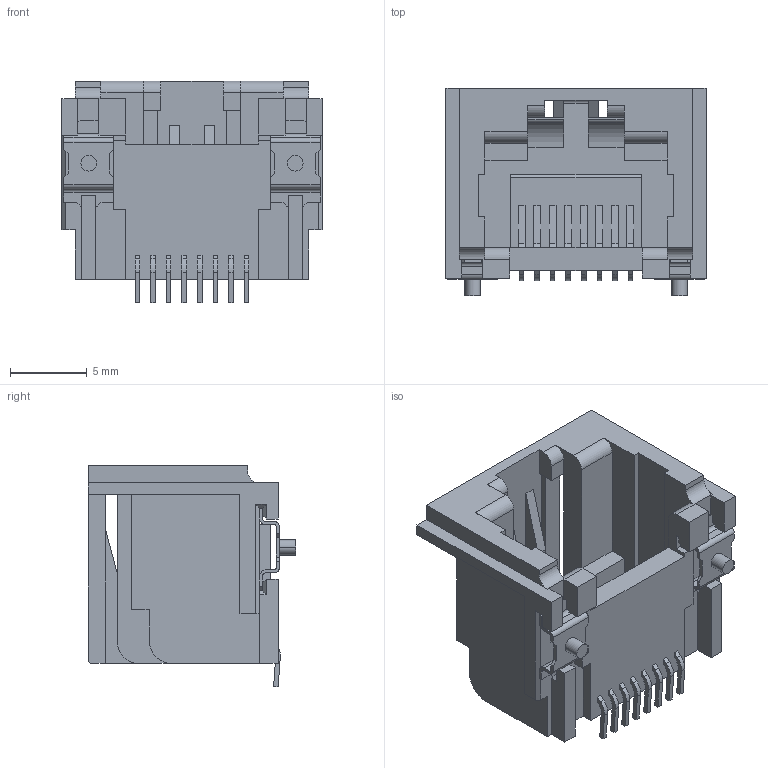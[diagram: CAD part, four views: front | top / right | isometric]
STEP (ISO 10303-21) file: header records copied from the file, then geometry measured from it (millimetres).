
FILE_DESCRIPTION((''),'2;1');
FILE_NAME('C-5406721-3','2014-12-04T',('workeradm'),('Tyco Electronics Ltd.'),'PRO/ENGINEER BY PARAMETRIC TECHNOLOGY CORPORATION, 2014090','PRO/ENGINEER BY PARAMETRIC TECHNOLOGY CORPORATION, 2014090','');
FILE_SCHEMA(('AUTOMOTIVE_DESIGN { 1 0 10303 214 1 1 1 1 }'));
Length unit declared in the file: millimetre
Products named in the file (1): C-5406721-3
Bounding box: 17 x 13.53 x 14.47 mm (x, y, z)
Volume: 913.3 mm3; surface area: 1875.6 mm2
Topology: 1 solids, 1 shells, 361 faces, 1055 edges, 690 vertices
Faces by surface type: plane 290, cylinder 71
Entity records: 12033 total; most frequent: ORIENTED_EDGE 2110, CARTESIAN_POINT 2108, DIRECTION 1921, EDGE_CURVE 1055, VECTOR 911, LINE 911, VERTEX_POINT 690, AXIS2_PLACEMENT_3D 505
